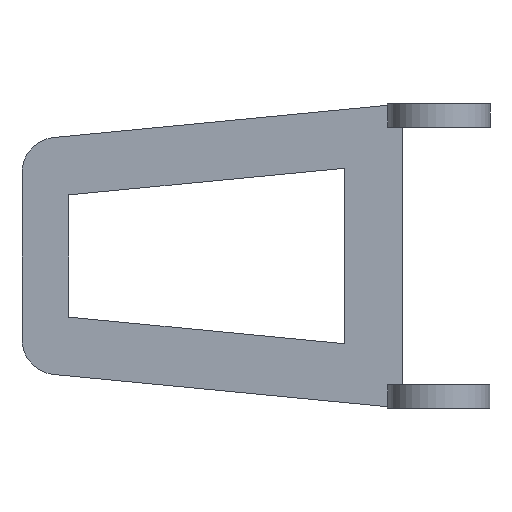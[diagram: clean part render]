
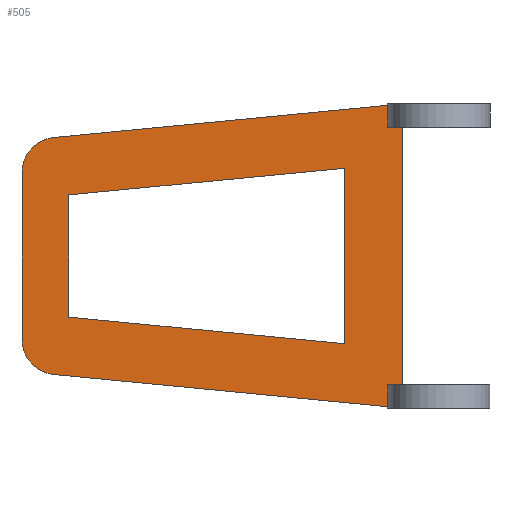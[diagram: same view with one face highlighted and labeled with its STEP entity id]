
A CAD part, left-side view. The second image highlights one B-rep face of the part: STEP entity #505.
In plain terms, the highlighted planar face has unit normal (-1, 0, 0).
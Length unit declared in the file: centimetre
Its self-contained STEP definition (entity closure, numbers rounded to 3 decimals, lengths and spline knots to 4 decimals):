
#19=FACE_BOUND('',#81,.T.);
#31=PLANE('',#537);
#53=FACE_OUTER_BOUND('',#80,.T.);
#80=EDGE_LOOP('',(#396,#397,#398,#399,#400,#401,#402,#403,#404,#405));
#81=EDGE_LOOP('',(#406,#407,#408,#409));
#112=LINE('',#719,#170);
#128=LINE('',#756,#186);
#133=LINE('',#766,#191);
#135=LINE('',#769,#193);
#136=LINE('',#772,#194);
#137=LINE('',#774,#195);
#138=LINE('',#776,#196);
#139=LINE('',#778,#197);
#140=LINE('',#779,#198);
#141=LINE('',#781,#199);
#142=LINE('',#783,#200);
#143=LINE('',#784,#201);
#170=VECTOR('',#580,2.8681);
#186=VECTOR('',#606,2.8681);
#191=VECTOR('',#613,1.0443);
#193=VECTOR('',#617,1.4268);
#194=VECTOR('',#620,0.1876);
#195=VECTOR('',#621,0.1282);
#196=VECTOR('',#622,2.2);
#197=VECTOR('',#623,0.1282);
#198=VECTOR('',#624,0.1876);
#199=VECTOR('',#625,2.3651);
#200=VECTOR('',#626,1.4988);
#201=VECTOR('',#627,2.3651);
#223=CIRCLE('',#528,0.3);
#225=CIRCLE('',#533,0.3);
#236=VERTEX_POINT('',#705);
#237=VERTEX_POINT('',#707);
#241=VERTEX_POINT('',#717);
#255=VERTEX_POINT('',#749);
#256=VERTEX_POINT('',#750);
#257=VERTEX_POINT('',#755);
#260=VERTEX_POINT('',#763);
#261=VERTEX_POINT('',#765);
#262=VERTEX_POINT('',#771);
#263=VERTEX_POINT('',#773);
#264=VERTEX_POINT('',#775);
#265=VERTEX_POINT('',#777);
#266=VERTEX_POINT('',#780);
#267=VERTEX_POINT('',#782);
#284=EDGE_CURVE('',#236,#237,#223,.T.);
#290=EDGE_CURVE('',#241,#236,#112,.T.);
#305=EDGE_CURVE('',#255,#256,#225,.T.);
#308=EDGE_CURVE('',#257,#256,#128,.T.);
#313=EDGE_CURVE('',#261,#260,#133,.T.);
#315=EDGE_CURVE('',#255,#237,#135,.T.);
#316=EDGE_CURVE('',#241,#262,#136,.T.);
#317=EDGE_CURVE('',#262,#263,#137,.T.);
#318=EDGE_CURVE('',#263,#264,#138,.T.);
#319=EDGE_CURVE('',#264,#265,#139,.T.);
#320=EDGE_CURVE('',#265,#257,#140,.T.);
#321=EDGE_CURVE('',#260,#266,#141,.T.);
#322=EDGE_CURVE('',#266,#267,#142,.T.);
#323=EDGE_CURVE('',#267,#261,#143,.T.);
#396=ORIENTED_EDGE('',*,*,#284,.F.);
#397=ORIENTED_EDGE('',*,*,#290,.F.);
#398=ORIENTED_EDGE('',*,*,#316,.T.);
#399=ORIENTED_EDGE('',*,*,#317,.T.);
#400=ORIENTED_EDGE('',*,*,#318,.T.);
#401=ORIENTED_EDGE('',*,*,#319,.T.);
#402=ORIENTED_EDGE('',*,*,#320,.T.);
#403=ORIENTED_EDGE('',*,*,#308,.T.);
#404=ORIENTED_EDGE('',*,*,#305,.F.);
#405=ORIENTED_EDGE('',*,*,#315,.T.);
#406=ORIENTED_EDGE('',*,*,#321,.T.);
#407=ORIENTED_EDGE('',*,*,#322,.T.);
#408=ORIENTED_EDGE('',*,*,#323,.T.);
#409=ORIENTED_EDGE('',*,*,#313,.T.);
#505=ADVANCED_FACE('',(#53,#19),#31,.T.);
#528=AXIS2_PLACEMENT_3D('',#708,#571,#572);
#533=AXIS2_PLACEMENT_3D('',#751,#600,#601);
#537=AXIS2_PLACEMENT_3D('',#770,#618,#619);
#571=DIRECTION('center_axis',(1.,0.,0.));
#572=DIRECTION('ref_axis',(0.,0.74,-0.672));
#580=DIRECTION('',(0.,0.995,0.096));
#600=DIRECTION('center_axis',(1.,0.,0.));
#601=DIRECTION('ref_axis',(0.,0.74,0.672));
#606=DIRECTION('',(0.,0.995,-0.096));
#613=DIRECTION('',(0.,0.,1.));
#617=DIRECTION('',(0.,0.,-1.));
#618=DIRECTION('center_axis',(-1.,0.,0.));
#619=DIRECTION('ref_axis',(0.,-1.,0.));
#620=DIRECTION('',(0.,0.,1.));
#621=DIRECTION('',(0.,-1.,0.));
#622=DIRECTION('',(0.,0.,1.));
#623=DIRECTION('',(0.,1.,0.));
#624=DIRECTION('',(0.,0.,1.));
#625=DIRECTION('',(0.,-0.995,0.096));
#626=DIRECTION('',(0.,0.,-1.));
#627=DIRECTION('',(0.,0.995,0.096));
#705=CARTESIAN_POINT('',(-4.3549,2.2847,3.1414));
#707=CARTESIAN_POINT('',(-4.3549,2.5559,3.44));
#708=CARTESIAN_POINT('Origin',(-4.3549,2.2559,3.44));
#717=CARTESIAN_POINT('',(-4.3549,-0.5701,2.8658));
#719=CARTESIAN_POINT('',(-4.3549,-0.6983,2.8534));
#749=CARTESIAN_POINT('',(-4.3549,2.5559,4.8668));
#750=CARTESIAN_POINT('',(-4.3549,2.2847,5.1655));
#751=CARTESIAN_POINT('Origin',(-4.3549,2.2559,4.8668));
#755=CARTESIAN_POINT('',(-4.3549,-0.5701,5.4411));
#756=CARTESIAN_POINT('',(-4.3549,-0.6983,5.4534));
#763=CARTESIAN_POINT('',(-4.3549,2.1559,4.6756));
#765=CARTESIAN_POINT('',(-4.3549,2.1559,3.6313));
#766=CARTESIAN_POINT('',(-4.3549,2.1559,4.1534));
#769=CARTESIAN_POINT('',(-4.3549,2.5559,5.4534));
#770=CARTESIAN_POINT('Origin',(-4.3549,1.8017,4.1534));
#771=CARTESIAN_POINT('',(-4.3549,-0.5701,3.0534));
#772=CARTESIAN_POINT('',(-4.3549,-0.5701,3.5034));
#773=CARTESIAN_POINT('',(-4.3549,-0.6983,3.0534));
#774=CARTESIAN_POINT('',(-4.3549,0.4091,3.0534));
#775=CARTESIAN_POINT('',(-4.3549,-0.6983,5.2534));
#776=CARTESIAN_POINT('',(-4.3549,-0.6983,2.8534));
#777=CARTESIAN_POINT('',(-4.3549,-0.5701,5.2534));
#778=CARTESIAN_POINT('',(-4.3549,0.4091,5.2534));
#779=CARTESIAN_POINT('',(-4.3549,-0.5701,4.7034));
#780=CARTESIAN_POINT('',(-4.3549,-0.1983,4.9028));
#781=CARTESIAN_POINT('',(-4.3549,0.8283,4.8037));
#782=CARTESIAN_POINT('',(-4.3549,-0.1983,3.404));
#783=CARTESIAN_POINT('',(-4.3549,-0.1983,3.7787));
#784=CARTESIAN_POINT('',(-4.3549,2.6475,3.6788));
